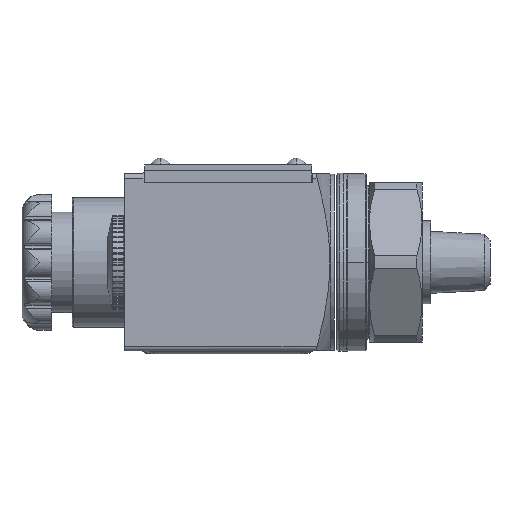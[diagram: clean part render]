
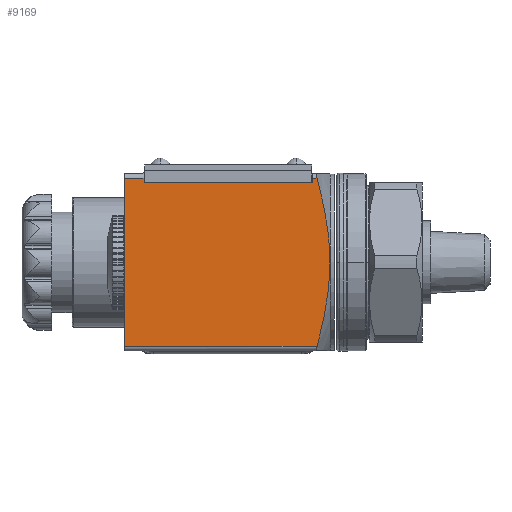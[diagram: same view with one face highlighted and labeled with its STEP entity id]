
A CAD part, left-side view. The second image highlights one B-rep face of the part: STEP entity #9169.
In plain terms, the highlighted planar face has unit normal (-1, 0, 0).
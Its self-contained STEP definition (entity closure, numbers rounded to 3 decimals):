
#291 = CARTESIAN_POINT ( 'NONE',  ( -15., 37.6, 13.5 ) ) ;
#1881 = VECTOR ( 'NONE', #19927, 1000. ) ;
#1913 = ORIENTED_EDGE ( 'NONE', *, *, #71635, .T. ) ;
#2616 = CARTESIAN_POINT ( 'NONE',  ( -15., 6.35, 4.148 ) ) ;
#2778 = VECTOR ( 'NONE', #20615, 1000. ) ;
#5393 = LINE ( 'NONE', #25094, #1881 ) ;
#6219 = ORIENTED_EDGE ( 'NONE', *, *, #37561, .T. ) ;
#7614 = CARTESIAN_POINT ( 'NONE',  ( -15., 9.1, 13.5 ) ) ;
#8027 = CARTESIAN_POINT ( 'NONE',  ( -15., 8.309, -14.2 ) ) ;
#8304 = EDGE_CURVE ( 'NONE', #8764, #9599, #37281, .T. ) ;
#8764 = VERTEX_POINT ( 'NONE', #69508 ) ;
#9043 = CARTESIAN_POINT ( 'NONE',  ( -15., 40.9, -15. ) ) ;
#9169 = ADVANCED_FACE ( 'NONE', ( #58031 ), #57932, .T. ) ;
#9599 = VERTEX_POINT ( 'NONE', #7614 ) ;
#12408 = VERTEX_POINT ( 'NONE', #62584 ) ;
#13261 = VECTOR ( 'NONE', #15291, 1000. ) ;
#13352 = CARTESIAN_POINT ( 'NONE',  ( -15., 40.9, 14.2 ) ) ;
#13529 = LINE ( 'NONE', #13352, #71511 ) ;
#14152 = CARTESIAN_POINT ( 'NONE',  ( -15., 6.196, -2.412 ) ) ;
#15291 = DIRECTION ( 'NONE',  ( 0., -1., 0. ) ) ;
#15861 = ORIENTED_EDGE ( 'NONE', *, *, #23515, .T. ) ;
#16601 = CARTESIAN_POINT ( 'NONE',  ( -15., 7.153, 9.537 ) ) ;
#16805 = ORIENTED_EDGE ( 'NONE', *, *, #8304, .F. ) ;
#17312 = LINE ( 'NONE', #68498, #40197 ) ;
#19366 = CARTESIAN_POINT ( 'NONE',  ( -15., 7.148, -9.509 ) ) ;
#19604 = CARTESIAN_POINT ( 'NONE',  ( -15., 6.564, -5.966 ) ) ;
#19927 = DIRECTION ( 'NONE',  ( 0., 1., 0. ) ) ;
#20615 = DIRECTION ( 'NONE',  ( 0., 0., 1. ) ) ;
#21059 = DIRECTION ( 'NONE',  ( 0., 0., 1. ) ) ;
#22043 = CARTESIAN_POINT ( 'NONE',  ( -15., 8.309, 14.2 ) ) ;
#22273 = VECTOR ( 'NONE', #28564, 1000. ) ;
#23515 = EDGE_CURVE ( 'NONE', #24892, #38094, #67442, .T. ) ;
#24892 = VERTEX_POINT ( 'NONE', #49977 ) ;
#24940 = CARTESIAN_POINT ( 'NONE',  ( -15., 8.523, -14.2 ) ) ;
#24995 = CARTESIAN_POINT ( 'NONE',  ( -15., 6.139, -1.224 ) ) ;
#25094 = CARTESIAN_POINT ( 'NONE',  ( -15., 40.9, 14.2 ) ) ;
#25200 = AXIS2_PLACEMENT_3D ( 'NONE', #59115, #47697, #30467 ) ;
#25388 = VERTEX_POINT ( 'NONE', #55531 ) ;
#26224 = EDGE_CURVE ( 'NONE', #12408, #24892, #48533, .T. ) ;
#26231 = ORIENTED_EDGE ( 'NONE', *, *, #59797, .F. ) ;
#27082 = CARTESIAN_POINT ( 'NONE',  ( -15., 8.309, 14.2 ) ) ;
#27491 = CARTESIAN_POINT ( 'NONE',  ( -15., 6.416, 4.747 ) ) ;
#28082 = ORIENTED_EDGE ( 'NONE', *, *, #50436, .T. ) ;
#28564 = DIRECTION ( 'NONE',  ( 0., -1., 0. ) ) ;
#30467 = DIRECTION ( 'NONE',  ( 0., 0., 1. ) ) ;
#30657 = CARTESIAN_POINT ( 'NONE',  ( -15., 6.137, 1.159 ) ) ;
#31648 = CARTESIAN_POINT ( 'NONE',  ( -15., 37.6, 13.5 ) ) ;
#34956 = DIRECTION ( 'NONE',  ( 0., 0., 1. ) ) ;
#37281 = LINE ( 'NONE', #291, #22273 ) ;
#37321 = EDGE_LOOP ( 'NONE', ( #15861, #28082, #41527, #16805, #1913, #6219, #26231, #68997 ) ) ;
#37561 = EDGE_CURVE ( 'NONE', #25388, #48577, #13529, .T. ) ;
#38094 = VERTEX_POINT ( 'NONE', #27082 ) ;
#38384 = CARTESIAN_POINT ( 'NONE',  ( -15., 40.9, 14.2 ) ) ;
#38799 = CARTESIAN_POINT ( 'NONE',  ( -15., 6.66, 6.548 ) ) ;
#40197 = VECTOR ( 'NONE', #34956, 1000. ) ;
#40331 = EDGE_CURVE ( 'NONE', #9599, #41233, #17312, .T. ) ;
#41233 = VERTEX_POINT ( 'NONE', #57764 ) ;
#41527 = ORIENTED_EDGE ( 'NONE', *, *, #40331, .F. ) ;
#47697 = DIRECTION ( 'NONE',  ( -1., 0., 0. ) ) ;
#48533 = LINE ( 'NONE', #24940, #13261 ) ;
#48577 = VERTEX_POINT ( 'NONE', #38384 ) ;
#49855 = CARTESIAN_POINT ( 'NONE',  ( -15., 6.571, 5.946 ) ) ;
#49977 = CARTESIAN_POINT ( 'NONE',  ( -15., 8.309, -14.2 ) ) ;
#50436 = EDGE_CURVE ( 'NONE', #38094, #41233, #5393, .T. ) ;
#52985 = CARTESIAN_POINT ( 'NONE',  ( -15., 7.694, -11.868 ) ) ;
#54804 = VECTOR ( 'NONE', #21059, 1000. ) ;
#55531 = CARTESIAN_POINT ( 'NONE',  ( -15., 37.6, 14.2 ) ) ;
#55924 = CARTESIAN_POINT ( 'NONE',  ( -15., 7.697, 11.88 ) ) ;
#57764 = CARTESIAN_POINT ( 'NONE',  ( -15., 9.1, 14.2 ) ) ;
#57932 = PLANE ( 'NONE',  #25200 ) ;
#58031 = FACE_OUTER_BOUND ( 'NONE', #37321, .T. ) ;
#58588 = CARTESIAN_POINT ( 'NONE',  ( -15., 6.408, -4.783 ) ) ;
#59107 = LINE ( 'NONE', #31648, #54804 ) ;
#59115 = CARTESIAN_POINT ( 'NONE',  ( -15., 40.9, -15. ) ) ;
#59797 = EDGE_CURVE ( 'NONE', #12408, #48577, #69532, .T. ) ;
#62584 = CARTESIAN_POINT ( 'NONE',  ( -15., 40.9, -14.2 ) ) ;
#67442 = B_SPLINE_CURVE_WITH_KNOTS ( 'NONE', 3,
 ( #8027, #52985, #19366, #19604, #58588, #14152, #24995, #30657, #69857, #2616, #27491, #49855, #38799, #16601, #55924, #22043 ),
 .UNSPECIFIED., .F., .F.,
 ( 4, 2, 2, 2, 2, 2, 2, 4 ),
 ( 0.016, 0.024, 0.027, 0.031, 0.034, 0.036, 0.038, 0.045 ),
 .UNSPECIFIED. ) ;
#68498 = CARTESIAN_POINT ( 'NONE',  ( -15., 9.1, 13.5 ) ) ;
#68997 = ORIENTED_EDGE ( 'NONE', *, *, #26224, .T. ) ;
#69508 = CARTESIAN_POINT ( 'NONE',  ( -15., 37.6, 13.5 ) ) ;
#69532 = LINE ( 'NONE', #9043, #2778 ) ;
#69560 = DIRECTION ( 'NONE',  ( 0., 1., 0. ) ) ;
#69857 = CARTESIAN_POINT ( 'NONE',  ( -15., 6.192, 2.353 ) ) ;
#71511 = VECTOR ( 'NONE', #69560, 1000. ) ;
#71635 = EDGE_CURVE ( 'NONE', #8764, #25388, #59107, .T. ) ;
